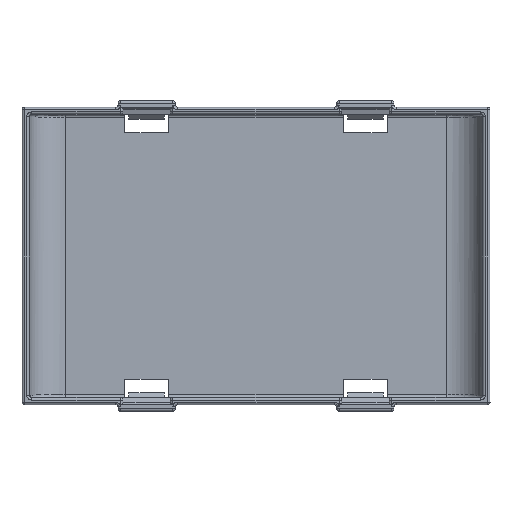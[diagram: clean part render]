
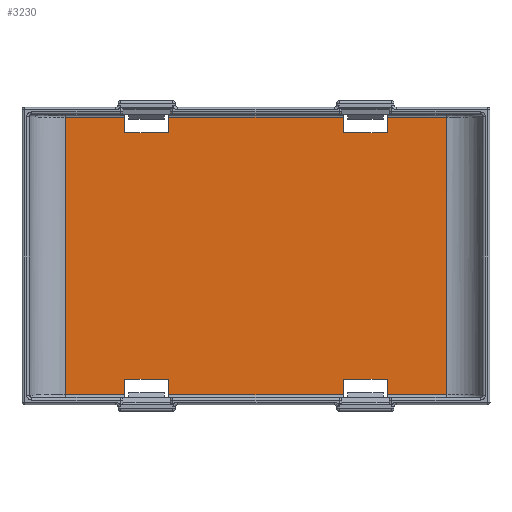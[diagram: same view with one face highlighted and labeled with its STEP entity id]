
A CAD part, front view. The second image highlights one B-rep face of the part: STEP entity #3230.
In plain terms, the highlighted planar face has unit normal (0, -1, 0).
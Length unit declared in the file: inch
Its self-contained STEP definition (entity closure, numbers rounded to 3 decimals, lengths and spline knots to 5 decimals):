
#267=PLANE('',#3574);
#436=LINE('',#7376,#697);
#438=LINE('',#7382,#699);
#440=LINE('',#7387,#701);
#442=LINE('',#7393,#703);
#443=LINE('',#7399,#704);
#445=LINE('',#7405,#706);
#447=LINE('',#7410,#708);
#449=LINE('',#7416,#710);
#496=LINE('',#8315,#757);
#497=LINE('',#8317,#758);
#498=LINE('',#8318,#759);
#499=LINE('',#8320,#760);
#500=LINE('',#8322,#761);
#501=LINE('',#8323,#762);
#502=LINE('',#8325,#763);
#503=LINE('',#8327,#764);
#504=LINE('',#8328,#765);
#505=LINE('',#8330,#766);
#506=LINE('',#8332,#767);
#507=LINE('',#8333,#768);
#697=VECTOR('',#4227,1.44734);
#699=VECTOR('',#4233,0.49237);
#701=VECTOR('',#4239,2.29762);
#703=VECTOR('',#4245,0.49237);
#704=VECTOR('',#4250,1.44734);
#706=VECTOR('',#4256,0.49237);
#708=VECTOR('',#4262,2.29762);
#710=VECTOR('',#4268,0.49237);
#757=VECTOR('',#4407,0.12716);
#758=VECTOR('',#4408,0.36368);
#759=VECTOR('',#4409,0.12716);
#760=VECTOR('',#4410,0.12716);
#761=VECTOR('',#4411,0.36368);
#762=VECTOR('',#4412,0.12716);
#763=VECTOR('',#4413,0.12716);
#764=VECTOR('',#4414,0.36368);
#765=VECTOR('',#4415,0.12716);
#766=VECTOR('',#4416,0.12716);
#767=VECTOR('',#4417,0.36368);
#768=VECTOR('',#4418,0.12716);
#974=FACE_OUTER_BOUND('',#1170,.T.);
#1170=EDGE_LOOP('',(#2844,#2845,#2846,#2847,#2848,#2849,#2850,#2851,#2852,
#2853,#2854,#2855,#2856,#2857,#2858,#2859,#2860,#2861,#2862,#2863));
#1497=VERTEX_POINT('',#6568);
#1508=VERTEX_POINT('',#6767);
#1521=VERTEX_POINT('',#7051);
#1526=VERTEX_POINT('',#7236);
#1536=VERTEX_POINT('',#7372);
#1538=VERTEX_POINT('',#7375);
#1540=VERTEX_POINT('',#7381);
#1543=VERTEX_POINT('',#7391);
#1544=VERTEX_POINT('',#7395);
#1546=VERTEX_POINT('',#7398);
#1548=VERTEX_POINT('',#7404);
#1551=VERTEX_POINT('',#7414);
#1579=VERTEX_POINT('',#8314);
#1580=VERTEX_POINT('',#8316);
#1581=VERTEX_POINT('',#8319);
#1582=VERTEX_POINT('',#8321);
#1583=VERTEX_POINT('',#8324);
#1584=VERTEX_POINT('',#8326);
#1585=VERTEX_POINT('',#8329);
#1586=VERTEX_POINT('',#8331);
#1931=EDGE_CURVE('',#1538,#1536,#436,.T.);
#1934=EDGE_CURVE('',#1540,#1526,#438,.T.);
#1937=EDGE_CURVE('',#1526,#1508,#440,.T.);
#1940=EDGE_CURVE('',#1508,#1543,#442,.T.);
#1942=EDGE_CURVE('',#1546,#1544,#443,.T.);
#1945=EDGE_CURVE('',#1548,#1497,#445,.T.);
#1948=EDGE_CURVE('',#1497,#1521,#447,.T.);
#1951=EDGE_CURVE('',#1521,#1551,#449,.T.);
#2025=EDGE_CURVE('',#1551,#1579,#496,.T.);
#2026=EDGE_CURVE('',#1579,#1580,#497,.T.);
#2027=EDGE_CURVE('',#1580,#1538,#498,.T.);
#2028=EDGE_CURVE('',#1536,#1581,#499,.T.);
#2029=EDGE_CURVE('',#1581,#1582,#500,.T.);
#2030=EDGE_CURVE('',#1582,#1540,#501,.T.);
#2031=EDGE_CURVE('',#1543,#1583,#502,.T.);
#2032=EDGE_CURVE('',#1583,#1584,#503,.T.);
#2033=EDGE_CURVE('',#1584,#1546,#504,.T.);
#2034=EDGE_CURVE('',#1544,#1585,#505,.T.);
#2035=EDGE_CURVE('',#1585,#1586,#506,.T.);
#2036=EDGE_CURVE('',#1586,#1548,#507,.T.);
#2844=ORIENTED_EDGE('',*,*,#2025,.T.);
#2845=ORIENTED_EDGE('',*,*,#2026,.T.);
#2846=ORIENTED_EDGE('',*,*,#2027,.T.);
#2847=ORIENTED_EDGE('',*,*,#1931,.T.);
#2848=ORIENTED_EDGE('',*,*,#2028,.T.);
#2849=ORIENTED_EDGE('',*,*,#2029,.T.);
#2850=ORIENTED_EDGE('',*,*,#2030,.T.);
#2851=ORIENTED_EDGE('',*,*,#1934,.T.);
#2852=ORIENTED_EDGE('',*,*,#1937,.T.);
#2853=ORIENTED_EDGE('',*,*,#1940,.T.);
#2854=ORIENTED_EDGE('',*,*,#2031,.T.);
#2855=ORIENTED_EDGE('',*,*,#2032,.T.);
#2856=ORIENTED_EDGE('',*,*,#2033,.T.);
#2857=ORIENTED_EDGE('',*,*,#1942,.T.);
#2858=ORIENTED_EDGE('',*,*,#2034,.T.);
#2859=ORIENTED_EDGE('',*,*,#2035,.T.);
#2860=ORIENTED_EDGE('',*,*,#2036,.T.);
#2861=ORIENTED_EDGE('',*,*,#1945,.T.);
#2862=ORIENTED_EDGE('',*,*,#1948,.T.);
#2863=ORIENTED_EDGE('',*,*,#1951,.T.);
#3230=ADVANCED_FACE('',(#974),#267,.T.);
#3574=AXIS2_PLACEMENT_3D('',#8313,#4405,#4406);
#4227=DIRECTION('',(-1.,0.,0.));
#4233=DIRECTION('',(-1.,0.,0.));
#4239=DIRECTION('',(0.,0.,-1.));
#4245=DIRECTION('',(1.,0.,0.));
#4250=DIRECTION('',(1.,0.,0.));
#4256=DIRECTION('',(1.,0.,0.));
#4262=DIRECTION('',(0.,0.,1.));
#4268=DIRECTION('',(-1.,0.,0.));
#4405=DIRECTION('center_axis',(0.,-1.,0.));
#4406=DIRECTION('ref_axis',(0.,0.,-1.));
#4407=DIRECTION('',(0.,0.,-1.));
#4408=DIRECTION('',(-1.,0.,0.));
#4409=DIRECTION('',(0.,0.,1.));
#4410=DIRECTION('',(0.,0.,-1.));
#4411=DIRECTION('',(-1.,0.,0.));
#4412=DIRECTION('',(0.,0.,1.));
#4413=DIRECTION('',(0.,0.,1.));
#4414=DIRECTION('',(1.,0.,0.));
#4415=DIRECTION('',(0.,0.,-1.));
#4416=DIRECTION('',(0.,0.,1.));
#4417=DIRECTION('',(1.,0.,0.));
#4418=DIRECTION('',(0.,0.,-1.));
#6568=CARTESIAN_POINT('',(1.57972,0.63504,-1.14881));
#6767=CARTESIAN_POINT('',(-1.57972,0.63504,-1.14881));
#7051=CARTESIAN_POINT('',(1.57972,0.63504,1.14881));
#7236=CARTESIAN_POINT('',(-1.57972,0.63504,1.14881));
#7372=CARTESIAN_POINT('',(-0.72367,0.63504,1.14881));
#7375=CARTESIAN_POINT('',(0.72367,0.63504,1.14881));
#7376=CARTESIAN_POINT('',(0.72367,0.63504,1.14881));
#7381=CARTESIAN_POINT('',(-1.08735,0.63504,1.14881));
#7382=CARTESIAN_POINT('',(-1.08735,0.63504,1.14881));
#7387=CARTESIAN_POINT('',(-1.57972,0.63504,1.14881));
#7391=CARTESIAN_POINT('',(-1.08735,0.63504,-1.14881));
#7393=CARTESIAN_POINT('',(-1.57972,0.63504,-1.14881));
#7395=CARTESIAN_POINT('',(0.72367,0.63504,-1.14881));
#7398=CARTESIAN_POINT('',(-0.72367,0.63504,-1.14881));
#7399=CARTESIAN_POINT('',(-0.72367,0.63504,-1.14881));
#7404=CARTESIAN_POINT('',(1.08735,0.63504,-1.14881));
#7405=CARTESIAN_POINT('',(1.08735,0.63504,-1.14881));
#7410=CARTESIAN_POINT('',(1.57972,0.63504,-1.14881));
#7414=CARTESIAN_POINT('',(1.08735,0.63504,1.14881));
#7416=CARTESIAN_POINT('',(1.57972,0.63504,1.14881));
#8313=CARTESIAN_POINT('Origin',(-1.57972,0.63504,-1.23031));
#8314=CARTESIAN_POINT('',(1.08735,0.63504,1.02165));
#8315=CARTESIAN_POINT('',(1.08735,0.63504,1.14881));
#8316=CARTESIAN_POINT('',(0.72367,0.63504,1.02165));
#8317=CARTESIAN_POINT('',(1.08735,0.63504,1.02165));
#8318=CARTESIAN_POINT('',(0.72367,0.63504,1.02165));
#8319=CARTESIAN_POINT('',(-0.72367,0.63504,1.02165));
#8320=CARTESIAN_POINT('',(-0.72367,0.63504,1.14881));
#8321=CARTESIAN_POINT('',(-1.08735,0.63504,1.02165));
#8322=CARTESIAN_POINT('',(-0.72367,0.63504,1.02165));
#8323=CARTESIAN_POINT('',(-1.08735,0.63504,1.02165));
#8324=CARTESIAN_POINT('',(-1.08735,0.63504,-1.02165));
#8325=CARTESIAN_POINT('',(-1.08735,0.63504,-1.14881));
#8326=CARTESIAN_POINT('',(-0.72367,0.63504,-1.02165));
#8327=CARTESIAN_POINT('',(-1.08735,0.63504,-1.02165));
#8328=CARTESIAN_POINT('',(-0.72367,0.63504,-1.02165));
#8329=CARTESIAN_POINT('',(0.72367,0.63504,-1.02165));
#8330=CARTESIAN_POINT('',(0.72367,0.63504,-1.14881));
#8331=CARTESIAN_POINT('',(1.08735,0.63504,-1.02165));
#8332=CARTESIAN_POINT('',(0.72367,0.63504,-1.02165));
#8333=CARTESIAN_POINT('',(1.08735,0.63504,-1.02165));
